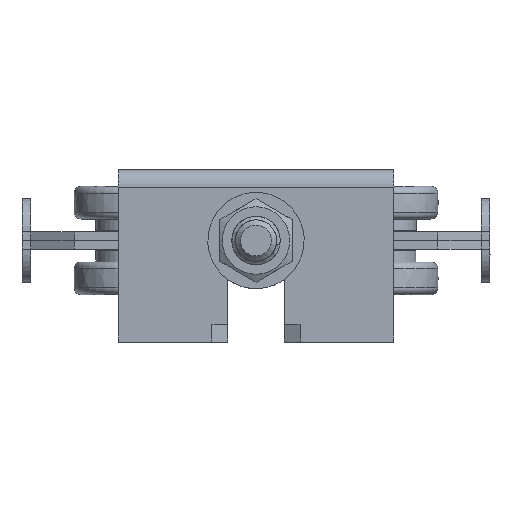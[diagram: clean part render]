
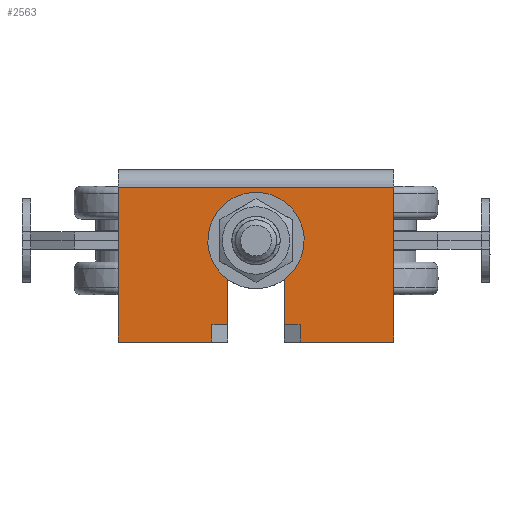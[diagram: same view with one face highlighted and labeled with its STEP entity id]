
A CAD part, front view. The second image highlights one B-rep face of the part: STEP entity #2563.
In plain terms, the highlighted planar face has unit normal (0, -1, 0).
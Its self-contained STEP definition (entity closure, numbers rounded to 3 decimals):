
#2230=CARTESIAN_POINT('',(-28.384,3.159,5.0));
#2231=VERTEX_POINT('',#2230);
#2248=CARTESIAN_POINT('',(-28.384,3.159,0.0));
#2249=VERTEX_POINT('',#2248);
#2256=CARTESIAN_POINT('',(-28.384,3.159,5.0));
#2257=DIRECTION('',(0.0,0.0,-1.0));
#2258=VECTOR('',#2257,5.0);
#2259=LINE('',#2256,#2258);
#2260=EDGE_CURVE('',#2231,#2249,#2259,.T.);
#2271=CARTESIAN_POINT('',(-32.935,3.159,5.0));
#2272=VERTEX_POINT('',#2271);
#2273=CARTESIAN_POINT('',(-32.935,3.159,5.0));
#2274=DIRECTION('',(1.0,0.0,0.0));
#2275=VECTOR('',#2274,4.55);
#2276=LINE('',#2273,#2275);
#2277=EDGE_CURVE('',#2272,#2231,#2276,.T.);
#2325=CARTESIAN_POINT('',(-53.985,3.159,5.0));
#2326=VERTEX_POINT('',#2325);
#2333=CARTESIAN_POINT('',(-53.985,3.159,0.0));
#2334=VERTEX_POINT('',#2333);
#2335=CARTESIAN_POINT('',(-53.985,3.159,0.0));
#2336=DIRECTION('',(0.0,0.0,1.0));
#2337=VECTOR('',#2336,5.0);
#2338=LINE('',#2335,#2337);
#2339=EDGE_CURVE('',#2334,#2326,#2338,.T.);
#2394=CARTESIAN_POINT('',(-49.435,3.159,5.0));
#2395=VERTEX_POINT('',#2394);
#2402=CARTESIAN_POINT('',(-53.985,3.159,5.0));
#2403=DIRECTION('',(1.0,0.0,0.0));
#2404=VECTOR('',#2403,4.55);
#2405=LINE('',#2402,#2404);
#2406=EDGE_CURVE('',#2326,#2395,#2405,.T.);
#2441=CARTESIAN_POINT('',(-1.185,3.159,0.0));
#2442=VERTEX_POINT('',#2441);
#2449=CARTESIAN_POINT('',(-28.384,3.159,0.0));
#2450=DIRECTION('',(1.0,0.0,0.0));
#2451=VECTOR('',#2450,27.2);
#2452=LINE('',#2449,#2451);
#2453=EDGE_CURVE('',#2249,#2442,#2452,.T.);
#2472=CARTESIAN_POINT('',(-81.185,3.159,0.0));
#2473=VERTEX_POINT('',#2472);
#2474=CARTESIAN_POINT('',(-81.185,3.159,0.0));
#2475=DIRECTION('',(1.0,0.0,0.0));
#2476=VECTOR('',#2475,27.2);
#2477=LINE('',#2474,#2476);
#2478=EDGE_CURVE('',#2473,#2334,#2477,.T.);
#2505=CARTESIAN_POINT('',(-1.185,3.159,0.0));
#2506=DIRECTION('',(0.0,-1.0,0.0));
#2507=DIRECTION('',(0.0,0.0,-1.0));
#2508=AXIS2_PLACEMENT_3D('',#2505,#2506,#2507);
#2509=PLANE('',#2508);
#2510=ORIENTED_EDGE('',*,*,#2277,.T.);
#2511=ORIENTED_EDGE('',*,*,#2260,.T.);
#2512=ORIENTED_EDGE('',*,*,#2453,.T.);
#2513=CARTESIAN_POINT('',(-1.185,3.159,45.0));
#2514=VERTEX_POINT('',#2513);
#2515=CARTESIAN_POINT('',(-1.185,3.159,0.0));
#2516=DIRECTION('',(0.0,0.0,1.0));
#2517=VECTOR('',#2516,45.0);
#2518=LINE('',#2515,#2517);
#2519=EDGE_CURVE('',#2442,#2514,#2518,.T.);
#2520=ORIENTED_EDGE('',*,*,#2519,.T.);
#2521=CARTESIAN_POINT('',(-81.185,3.159,45.0));
#2522=VERTEX_POINT('',#2521);
#2523=CARTESIAN_POINT('',(-81.185,3.159,45.0));
#2524=DIRECTION('',(1.0,0.0,0.0));
#2525=VECTOR('',#2524,80.0);
#2526=LINE('',#2523,#2525);
#2527=EDGE_CURVE('',#2522,#2514,#2526,.T.);
#2528=ORIENTED_EDGE('',*,*,#2527,.F.);
#2529=CARTESIAN_POINT('',(-81.185,3.159,0.0));
#2530=DIRECTION('',(0.0,0.0,1.0));
#2531=VECTOR('',#2530,45.0);
#2532=LINE('',#2529,#2531);
#2533=EDGE_CURVE('',#2473,#2522,#2532,.T.);
#2534=ORIENTED_EDGE('',*,*,#2533,.F.);
#2535=ORIENTED_EDGE('',*,*,#2478,.T.);
#2536=ORIENTED_EDGE('',*,*,#2339,.T.);
#2537=ORIENTED_EDGE('',*,*,#2406,.T.);
#2538=CARTESIAN_POINT('',(-49.435,3.159,29.5));
#2539=VERTEX_POINT('',#2538);
#2540=CARTESIAN_POINT('',(-49.435,3.159,5.0));
#2541=DIRECTION('',(0.0,0.0,1.0));
#2542=VECTOR('',#2541,24.5);
#2543=LINE('',#2540,#2542);
#2544=EDGE_CURVE('',#2395,#2539,#2543,.T.);
#2545=ORIENTED_EDGE('',*,*,#2544,.T.);
#2546=CARTESIAN_POINT('',(-32.935,3.159,29.5));
#2547=VERTEX_POINT('',#2546);
#2548=CARTESIAN_POINT('',(-41.185,3.159,29.5));
#2549=DIRECTION('',(0.0,1.0,0.0));
#2550=DIRECTION('',(1.0,0.0,0.0));
#2551=AXIS2_PLACEMENT_3D('',#2548,#2549,#2550);
#2552=CIRCLE('',#2551,8.25);
#2553=EDGE_CURVE('',#2539,#2547,#2552,.T.);
#2554=ORIENTED_EDGE('',*,*,#2553,.T.);
#2555=CARTESIAN_POINT('',(-32.935,3.159,29.5));
#2556=DIRECTION('',(0.0,0.0,-1.0));
#2557=VECTOR('',#2556,24.5);
#2558=LINE('',#2555,#2557);
#2559=EDGE_CURVE('',#2547,#2272,#2558,.T.);
#2560=ORIENTED_EDGE('',*,*,#2559,.T.);
#2561=EDGE_LOOP('',(#2510,#2511,#2512,#2520,#2528,#2534,#2535,#2536,#2537,#2545,#2554,#2560));
#2562=FACE_OUTER_BOUND('',#2561,.T.);
#2563=ADVANCED_FACE('',(#2562),#2509,.T.);
